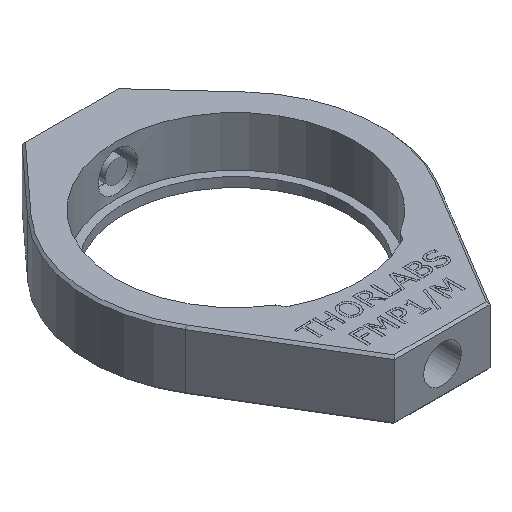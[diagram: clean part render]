
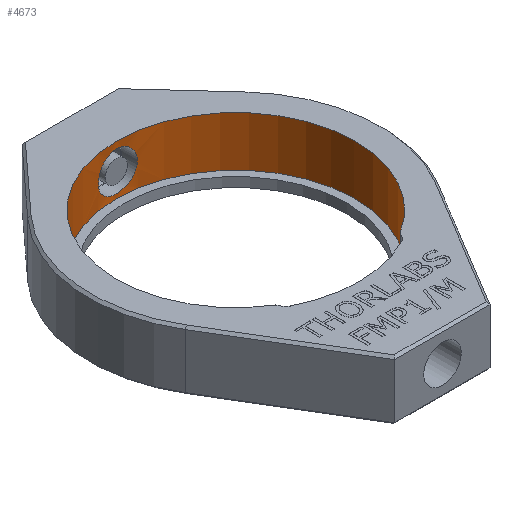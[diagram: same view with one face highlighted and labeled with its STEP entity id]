
A CAD part, isometric view. The second image highlights one B-rep face of the part: STEP entity #4673.
In plain terms, the highlighted cylindrical face has radius 12.776 mm (diameter 25.552 mm), a partial arc.
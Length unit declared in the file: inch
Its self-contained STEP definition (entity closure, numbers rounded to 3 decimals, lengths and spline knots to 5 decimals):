
#84=CYLINDRICAL_SURFACE('',#4957,0.503);
#131=B_SPLINE_CURVE_WITH_KNOTS('',3,(#6944,#6945,#6946,#6947,#6948,#6949,
#6950,#6951,#6952,#6953,#6954,#6955,#6956,#6957,#6958,#6959,#6960,#6961),
 .UNSPECIFIED.,.F.,.F.,(4,2,2,2,2,2,2,2,4),(0.31443,0.39304,
0.47164,0.55025,0.62886,0.70747,
0.78607,0.86468,0.94329),.UNSPECIFIED.);
#132=B_SPLINE_CURVE_WITH_KNOTS('',3,(#6962,#6963,#6964,#6965,#6966,#6967,
#6968,#6969,#6970,#6971,#6972,#6973,#6974,#6975,#6976,#6977,#6978,#6979,
#6980),.UNSPECIFIED.,.F.,.F.,(4,2,2,2,3,2,2,2,4),(0.94329,1.02189,
1.1005,1.17911,1.25772,1.33632,1.41493,
1.49354,1.57214),.UNSPECIFIED.);
#229=FACE_BOUND('',#520,.T.);
#246=FACE_OUTER_BOUND('',#519,.T.);
#519=EDGE_LOOP('',(#3102,#3103,#3104,#3105));
#520=EDGE_LOOP('',(#3106,#3107));
#781=CIRCLE('',#4941,0.503);
#791=CIRCLE('',#4958,0.503);
#935=LINE('',#6937,#1445);
#936=LINE('',#6941,#1446);
#1445=VECTOR('',#5335,0.21);
#1446=VECTOR('',#5340,0.21);
#1892=VERTEX_POINT('',#6452);
#1893=VERTEX_POINT('',#6454);
#2004=VERTEX_POINT('',#6935);
#2005=VERTEX_POINT('',#6939);
#2006=VERTEX_POINT('',#6942);
#2007=VERTEX_POINT('',#6943);
#2323=EDGE_CURVE('',#1893,#1892,#781,.T.);
#2438=EDGE_CURVE('',#2004,#1892,#935,.T.);
#2439=EDGE_CURVE('',#2005,#2004,#791,.T.);
#2440=EDGE_CURVE('',#2005,#1893,#936,.T.);
#2441=EDGE_CURVE('',#2006,#2007,#131,.T.);
#2442=EDGE_CURVE('',#2007,#2006,#132,.T.);
#3102=ORIENTED_EDGE('',*,*,#2323,.T.);
#3103=ORIENTED_EDGE('',*,*,#2438,.F.);
#3104=ORIENTED_EDGE('',*,*,#2439,.F.);
#3105=ORIENTED_EDGE('',*,*,#2440,.T.);
#3106=ORIENTED_EDGE('',*,*,#2441,.T.);
#3107=ORIENTED_EDGE('',*,*,#2442,.T.);
#4673=ADVANCED_FACE('',(#246,#229),#84,.F.);
#4941=AXIS2_PLACEMENT_3D('',#6455,#5218,#5219);
#4957=AXIS2_PLACEMENT_3D('',#6938,#5336,#5337);
#4958=AXIS2_PLACEMENT_3D('',#6940,#5338,#5339);
#5218=DIRECTION('center_axis',(0.,0.,1.));
#5219=DIRECTION('ref_axis',(1.,0.,0.));
#5335=DIRECTION('',(0.,0.,1.));
#5336=DIRECTION('center_axis',(0.,0.,1.));
#5337=DIRECTION('ref_axis',(0.,1.,0.));
#5338=DIRECTION('center_axis',(0.,0.,1.));
#5339=DIRECTION('ref_axis',(1.,0.,0.));
#5340=DIRECTION('',(0.,0.,1.));
#6452=CARTESIAN_POINT('',(-1.42958,-1.46399,1.5018));
#6454=CARTESIAN_POINT('',(-0.90627,-1.46399,1.5018));
#6455=CARTESIAN_POINT('Origin',(-1.16792,-1.0344,1.5018));
#6935=CARTESIAN_POINT('',(-1.42958,-1.46399,1.2918));
#6937=CARTESIAN_POINT('',(-1.42958,-1.46399,1.2918));
#6938=CARTESIAN_POINT('Origin',(-1.16792,-1.0344,1.2918));
#6939=CARTESIAN_POINT('',(-0.90627,-1.46399,1.2918));
#6940=CARTESIAN_POINT('Origin',(-1.16792,-1.0344,1.2918));
#6941=CARTESIAN_POINT('',(-0.90627,-1.46399,1.2918));
#6942=CARTESIAN_POINT('',(-1.16792,-0.5314,1.4738));
#6943=CARTESIAN_POINT('',(-1.16792,-0.5314,1.3098));
#6944=CARTESIAN_POINT('Ctrl Pts',(-1.16792,-0.5314,
1.4738));
#6945=CARTESIAN_POINT('Ctrl Pts',(-1.15761,-0.5314,
1.4738));
#6946=CARTESIAN_POINT('Ctrl Pts',(-1.14662,-0.53175,1.47174));
#6947=CARTESIAN_POINT('Ctrl Pts',(-1.12642,-0.53301,
1.46336));
#6948=CARTESIAN_POINT('Ctrl Pts',(-1.11721,-0.53391,
1.45705));
#6949=CARTESIAN_POINT('Ctrl Pts',(-1.10267,-0.5356,
1.44251));
#6950=CARTESIAN_POINT('Ctrl Pts',(-1.09636,-0.5365,1.43331));
#6951=CARTESIAN_POINT('Ctrl Pts',(-1.08799,-0.53777,
1.41311));
#6952=CARTESIAN_POINT('Ctrl Pts',(-1.08592,-0.53813,
1.40212));
#6953=CARTESIAN_POINT('Ctrl Pts',(-1.08592,-0.53813,
1.38149));
#6954=CARTESIAN_POINT('Ctrl Pts',(-1.08799,-0.53777,
1.37049));
#6955=CARTESIAN_POINT('Ctrl Pts',(-1.09636,-0.5365,1.3503));
#6956=CARTESIAN_POINT('Ctrl Pts',(-1.10267,-0.5356,
1.34109));
#6957=CARTESIAN_POINT('Ctrl Pts',(-1.11721,-0.53391,
1.32655));
#6958=CARTESIAN_POINT('Ctrl Pts',(-1.12642,-0.53301,
1.32024));
#6959=CARTESIAN_POINT('Ctrl Pts',(-1.14662,-0.53175,1.31187));
#6960=CARTESIAN_POINT('Ctrl Pts',(-1.15761,-0.5314,
1.3098));
#6961=CARTESIAN_POINT('Ctrl Pts',(-1.16792,-0.5314,
1.3098));
#6962=CARTESIAN_POINT('Ctrl Pts',(-1.16792,-0.5314,
1.3098));
#6963=CARTESIAN_POINT('Ctrl Pts',(-1.17824,-0.5314,
1.3098));
#6964=CARTESIAN_POINT('Ctrl Pts',(-1.18923,-0.53175,1.31187));
#6965=CARTESIAN_POINT('Ctrl Pts',(-1.20943,-0.53301,1.32024));
#6966=CARTESIAN_POINT('Ctrl Pts',(-1.21864,-0.53391,
1.32655));
#6967=CARTESIAN_POINT('Ctrl Pts',(-1.23318,-0.5356,
1.34109));
#6968=CARTESIAN_POINT('Ctrl Pts',(-1.23948,-0.5365,1.3503));
#6969=CARTESIAN_POINT('Ctrl Pts',(-1.24786,-0.53777,
1.37049));
#6970=CARTESIAN_POINT('Ctrl Pts',(-1.24992,-0.53813,
1.38149));
#6971=CARTESIAN_POINT('Ctrl Pts',(-1.24992,-0.53813,
1.3918));
#6972=CARTESIAN_POINT('Ctrl Pts',(-1.24992,-0.53813,
1.40212));
#6973=CARTESIAN_POINT('Ctrl Pts',(-1.24786,-0.53777,
1.41311));
#6974=CARTESIAN_POINT('Ctrl Pts',(-1.23948,-0.5365,1.43331));
#6975=CARTESIAN_POINT('Ctrl Pts',(-1.23318,-0.5356,
1.44251));
#6976=CARTESIAN_POINT('Ctrl Pts',(-1.21864,-0.53391,
1.45705));
#6977=CARTESIAN_POINT('Ctrl Pts',(-1.20943,-0.53301,1.46336));
#6978=CARTESIAN_POINT('Ctrl Pts',(-1.18923,-0.53175,1.47174));
#6979=CARTESIAN_POINT('Ctrl Pts',(-1.17824,-0.5314,
1.4738));
#6980=CARTESIAN_POINT('Ctrl Pts',(-1.16792,-0.5314,
1.4738));
